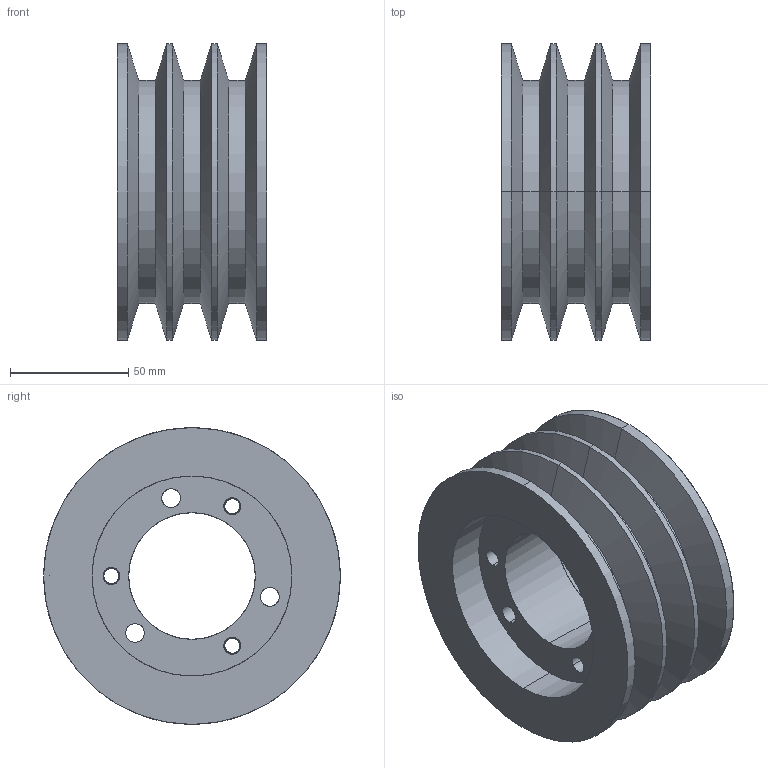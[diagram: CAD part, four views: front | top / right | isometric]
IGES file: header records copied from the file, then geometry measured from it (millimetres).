
Start section: SolidWorks IGES file using analytic representation for surfaces
Global section: file name: 3A3B46S100116614687.igs; native system: SolidWorks 2010; preprocessor: SolidWorks 2010; author: partstream; date: 101001.160610; units: inch
Bounding box: 63.5 x 125.73 x 125.73 mm (x, y, z)
Surface area: 83521.9 mm2 (no closed solid volume)
Topology: 0 solids, 0 shells, 95 faces, 1492 edges, 1492 vertices
Faces by surface type: revolution 50, bspline 45
